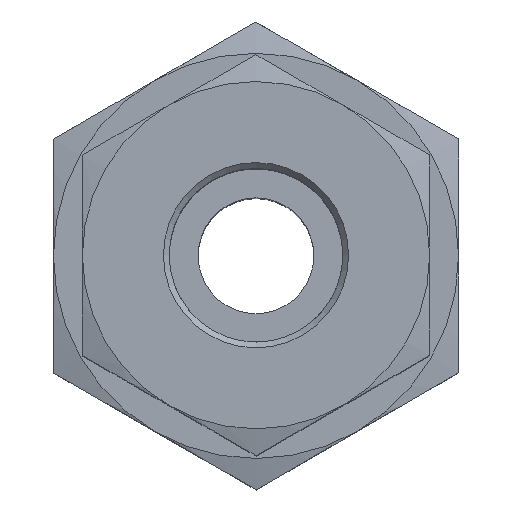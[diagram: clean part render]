
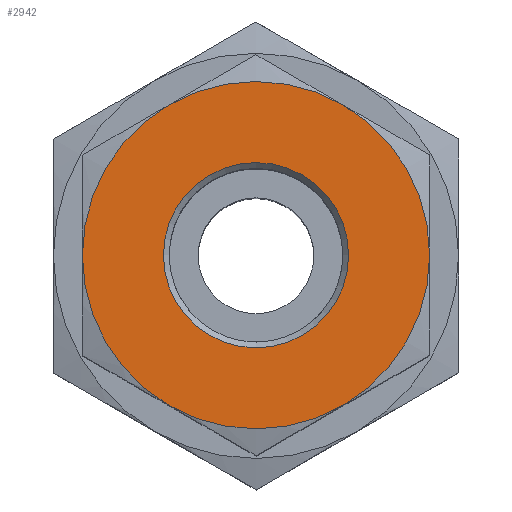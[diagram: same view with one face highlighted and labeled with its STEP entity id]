
A CAD part, top view. The second image highlights one B-rep face of the part: STEP entity #2942.
In plain terms, the highlighted planar face has unit normal (0, 0, 1).
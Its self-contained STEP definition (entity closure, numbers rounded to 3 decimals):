
#2846=CARTESIAN_POINT('',(3.2,0.,11.5));
#2847=VERTEX_POINT('',#2846);
#2848=CARTESIAN_POINT('',(0.0,0.0,11.5));
#2849=DIRECTION('',(0.0,0.0,1.0));
#2850=DIRECTION('',(-1.0,0.0,0.0));
#2851=AXIS2_PLACEMENT_3D('',#2848,#2849,#2850);
#2852=CIRCLE('',#2851,3.2);
#2853=EDGE_CURVE('',#2847,#2847,#2852,.T.);
#2878=CARTESIAN_POINT('',(0.,0.0,11.5));
#2879=DIRECTION('',(0.0,0.0,1.0));
#2880=DIRECTION('',(1.0,0.0,0.0));
#2881=AXIS2_PLACEMENT_3D('',#2878,#2879,#2880);
#2882=PLANE('',#2881);
#2883=CARTESIAN_POINT('',(-3.,-5.196,11.5));
#2884=VERTEX_POINT('',#2883);
#2885=CARTESIAN_POINT('',(3.,-5.196,11.5));
#2886=VERTEX_POINT('',#2885);
#2887=CARTESIAN_POINT('',(0.0,0.0,11.5));
#2888=DIRECTION('',(0.0,0.0,1.0));
#2889=DIRECTION('',(-0.5,-0.866,0.0));
#2890=AXIS2_PLACEMENT_3D('',#2887,#2888,#2889);
#2891=CIRCLE('',#2890,6.);
#2892=EDGE_CURVE('',#2884,#2886,#2891,.T.);
#2893=ORIENTED_EDGE('',*,*,#2892,.T.);
#2894=CARTESIAN_POINT('',(6.0,0.,11.5));
#2895=VERTEX_POINT('',#2894);
#2896=CARTESIAN_POINT('',(0.0,0.0,11.5));
#2897=DIRECTION('',(0.0,0.0,1.0));
#2898=DIRECTION('',(-0.5,-0.866,0.0));
#2899=AXIS2_PLACEMENT_3D('',#2896,#2897,#2898);
#2900=CIRCLE('',#2899,6.);
#2901=EDGE_CURVE('',#2886,#2895,#2900,.T.);
#2902=ORIENTED_EDGE('',*,*,#2901,.T.);
#2903=CARTESIAN_POINT('',(3.0,5.196,11.5));
#2904=VERTEX_POINT('',#2903);
#2905=CARTESIAN_POINT('',(0.0,0.0,11.5));
#2906=DIRECTION('',(0.0,0.0,1.0));
#2907=DIRECTION('',(-0.5,-0.866,0.0));
#2908=AXIS2_PLACEMENT_3D('',#2905,#2906,#2907);
#2909=CIRCLE('',#2908,6.);
#2910=EDGE_CURVE('',#2895,#2904,#2909,.T.);
#2911=ORIENTED_EDGE('',*,*,#2910,.T.);
#2912=CARTESIAN_POINT('',(-3.,5.196,11.5));
#2913=VERTEX_POINT('',#2912);
#2914=CARTESIAN_POINT('',(0.0,0.0,11.5));
#2915=DIRECTION('',(0.0,0.0,1.0));
#2916=DIRECTION('',(-0.5,-0.866,0.0));
#2917=AXIS2_PLACEMENT_3D('',#2914,#2915,#2916);
#2918=CIRCLE('',#2917,6.);
#2919=EDGE_CURVE('',#2904,#2913,#2918,.T.);
#2920=ORIENTED_EDGE('',*,*,#2919,.T.);
#2921=CARTESIAN_POINT('',(-6.,0.0,11.5));
#2922=VERTEX_POINT('',#2921);
#2923=CARTESIAN_POINT('',(0.0,0.0,11.5));
#2924=DIRECTION('',(0.0,0.0,1.0));
#2925=DIRECTION('',(-0.5,-0.866,0.0));
#2926=AXIS2_PLACEMENT_3D('',#2923,#2924,#2925);
#2927=CIRCLE('',#2926,6.);
#2928=EDGE_CURVE('',#2913,#2922,#2927,.T.);
#2929=ORIENTED_EDGE('',*,*,#2928,.T.);
#2930=CARTESIAN_POINT('',(0.0,0.0,11.5));
#2931=DIRECTION('',(0.0,0.0,1.0));
#2932=DIRECTION('',(-0.5,-0.866,0.0));
#2933=AXIS2_PLACEMENT_3D('',#2930,#2931,#2932);
#2934=CIRCLE('',#2933,6.);
#2935=EDGE_CURVE('',#2922,#2884,#2934,.T.);
#2936=ORIENTED_EDGE('',*,*,#2935,.T.);
#2937=EDGE_LOOP('',(#2893,#2902,#2911,#2920,#2929,#2936));
#2938=FACE_OUTER_BOUND('',#2937,.T.);
#2939=ORIENTED_EDGE('',*,*,#2853,.F.);
#2940=EDGE_LOOP('',(#2939));
#2941=FACE_BOUND('',#2940,.T.);
#2942=ADVANCED_FACE('',(#2938,#2941),#2882,.T.);
